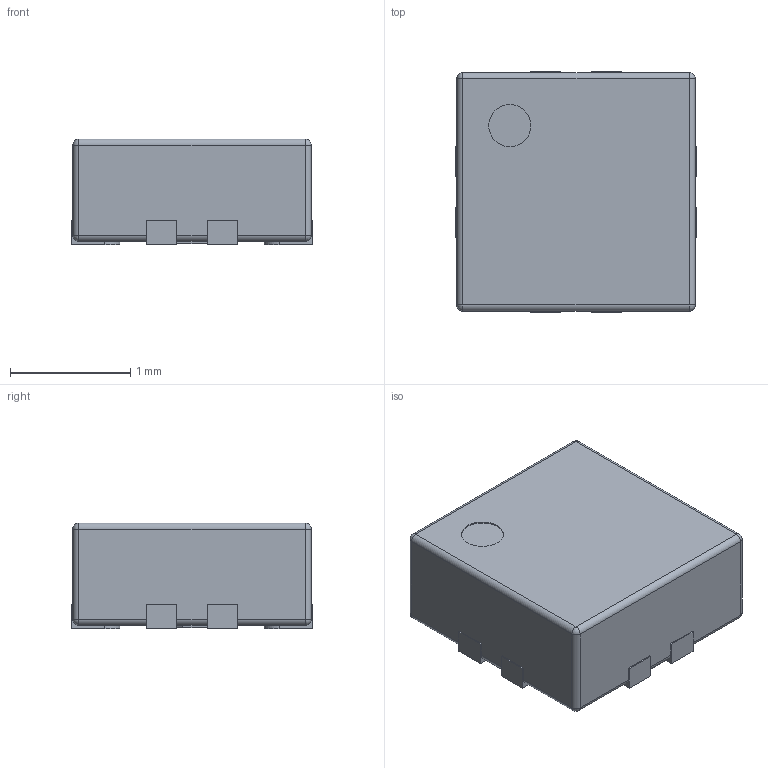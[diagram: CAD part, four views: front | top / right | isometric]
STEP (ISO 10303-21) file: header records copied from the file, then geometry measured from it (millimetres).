
FILE_DESCRIPTION(('FreeCAD Model'),'2;1');
FILE_NAME('QFN8_2x2_p0_5mmm.step', '2016-06-07T12:32:45',('Author'),(''), 'Open CASCADE STEP processor 6.8','FreeCAD','Unknown');
FILE_SCHEMA(('AUTOMOTIVE_DESIGN_CC2 { 1 2 10303 214 -1 1 5 4 }'));
Length unit declared in the file: millimetre
Products named in the file (2): ASSEMBLY; QFN8_2x2_p0_5mmm
Assembly tree (1 placements, depth 2):
  ASSEMBLY
    QFN8_2x2_p0_5mmm
Bounding box: 2 x 2 x 0.88 mm (x, y, z)
Volume: 3.4 mm3; surface area: 14.6 mm2
Topology: 1 solids, 1 shells, 90 faces, 242 edges, 148 vertices
Faces by surface type: plane 53, cylinder 29, sphere 8
Full cylindrical faces by diameter (mm): 0.35 x1
Entity records: 6423 total; most frequent: CARTESIAN_POINT 1163, DIRECTION 843, LINE 533, VECTOR 533, ORIENTED_EDGE 468, PCURVE 468, DEFINITIONAL_REPRESENTATION 468, EDGE_CURVE 234
